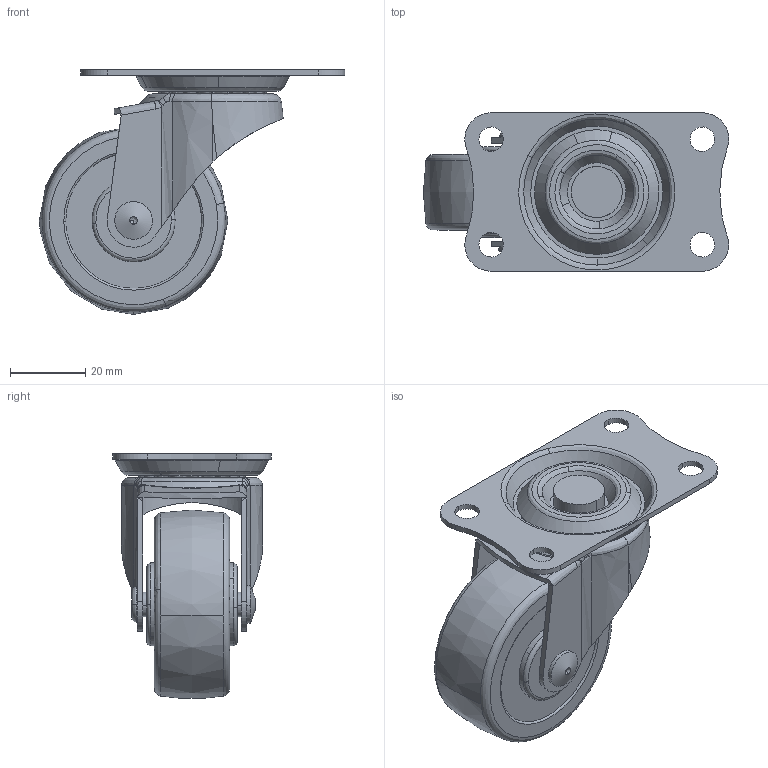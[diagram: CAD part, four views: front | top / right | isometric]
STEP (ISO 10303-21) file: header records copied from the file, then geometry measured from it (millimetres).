
FILE_DESCRIPTION((''),'2;1');
FILE_NAME('','2005-12-16T10:25:42',(''),(''),'','CADfix','');
FILE_SCHEMA(('AUTOMOTIVE_DESIGN'));
Length unit declared in the file: millimetre
Products named in the file (6): body; wheel; mounting plate; main shaft; axle; 320E_R50_2548_36
Assembly tree (5 placements, depth 2):
  320E_R50_2548_36
    body
    wheel
    mounting plate
    main shaft
    axle
Bounding box: 80.99 x 42 x 64.92 mm (x, y, z)
Volume: 51755 mm3; surface area: 23927.9 mm2
Topology: 5 solids, 5 shells, 216 faces, 663 edges, 488 vertices
Faces by surface type: bspline 216
Entity records: 11989 total; most frequent: CARTESIAN_POINT 8320, ORIENTED_EDGE 1318, EDGE_CURVE 659, VERTEX_POINT 488, EDGE_LOOP 269, FACE_OUTER_BOUND 216, ADVANCED_FACE 216, QUASI_UNIFORM_CURVE 124
